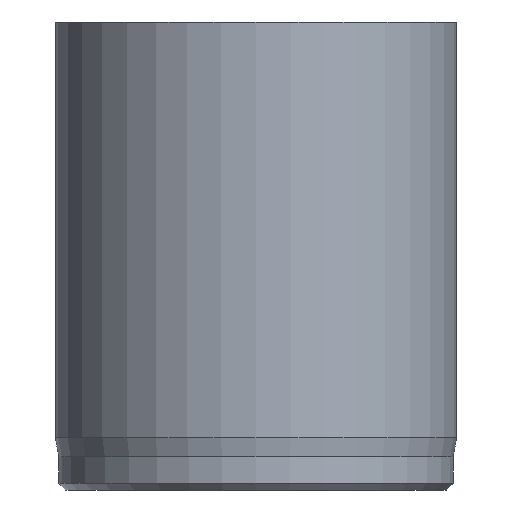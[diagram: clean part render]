
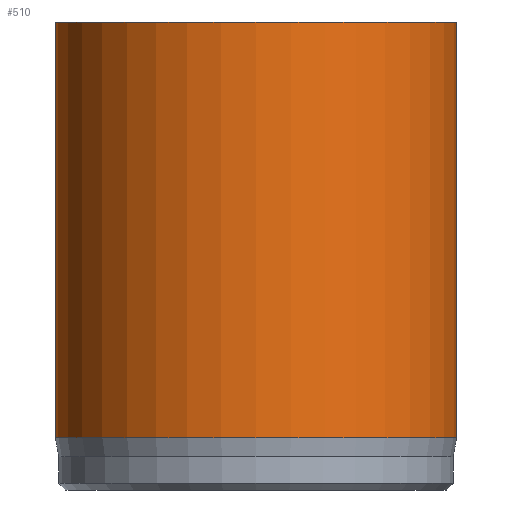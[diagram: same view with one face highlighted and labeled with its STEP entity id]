
A CAD part, front view. The second image highlights one B-rep face of the part: STEP entity #510.
In plain terms, the highlighted cylindrical face has radius 6 mm (diameter 12 mm), a full revolution.
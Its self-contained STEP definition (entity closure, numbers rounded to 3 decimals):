
#50=CYLINDRICAL_SURFACE('',#612,6.);
#62=FACE_OUTER_BOUND('',#96,.T.);
#96=EDGE_LOOP('',(#385,#386,#387,#388,#389));
#129=LINE('',#883,#167);
#167=VECTOR('',#717,6.);
#209=CIRCLE('',#610,6.);
#210=CIRCLE('',#611,6.);
#211=CIRCLE('',#613,6.);
#242=VERTEX_POINT('',#875);
#243=VERTEX_POINT('',#876);
#244=VERTEX_POINT('',#881);
#294=EDGE_CURVE('',#242,#243,#209,.T.);
#295=EDGE_CURVE('',#243,#242,#210,.T.);
#297=EDGE_CURVE('',#244,#244,#211,.T.);
#298=EDGE_CURVE('',#244,#242,#129,.T.);
#385=ORIENTED_EDGE('',*,*,#297,.T.);
#386=ORIENTED_EDGE('',*,*,#298,.T.);
#387=ORIENTED_EDGE('',*,*,#294,.T.);
#388=ORIENTED_EDGE('',*,*,#295,.T.);
#389=ORIENTED_EDGE('',*,*,#298,.F.);
#510=ADVANCED_FACE('',(#62),#50,.T.);
#610=AXIS2_PLACEMENT_3D('',#877,#708,#709);
#611=AXIS2_PLACEMENT_3D('',#878,#710,#711);
#612=AXIS2_PLACEMENT_3D('',#880,#713,#714);
#613=AXIS2_PLACEMENT_3D('',#882,#715,#716);
#708=DIRECTION('center_axis',(0.,0.,1.));
#709=DIRECTION('ref_axis',(-1.,0.,0.));
#710=DIRECTION('center_axis',(0.,0.,1.));
#711=DIRECTION('ref_axis',(-1.,0.,0.));
#713=DIRECTION('center_axis',(0.,0.,1.));
#714=DIRECTION('ref_axis',(-1.,0.,0.));
#715=DIRECTION('center_axis',(0.,0.,-1.));
#716=DIRECTION('ref_axis',(-1.,0.,0.));
#717=DIRECTION('',(0.,0.,-1.));
#875=CARTESIAN_POINT('',(6.,0.,1.567));
#876=CARTESIAN_POINT('',(-6.,0.,1.567));
#877=CARTESIAN_POINT('Origin',(0.,0.,1.567));
#878=CARTESIAN_POINT('Origin',(0.,0.,1.567));
#880=CARTESIAN_POINT('Origin',(0.,0.,0.));
#881=CARTESIAN_POINT('',(6.,0.,14.));
#882=CARTESIAN_POINT('Origin',(0.,0.,14.));
#883=CARTESIAN_POINT('',(6.,0.,0.));
